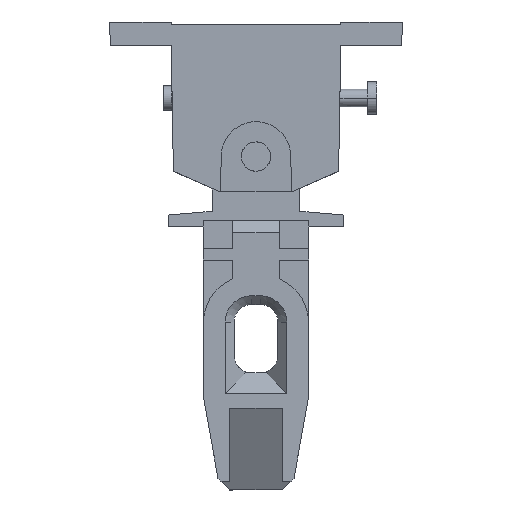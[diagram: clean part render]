
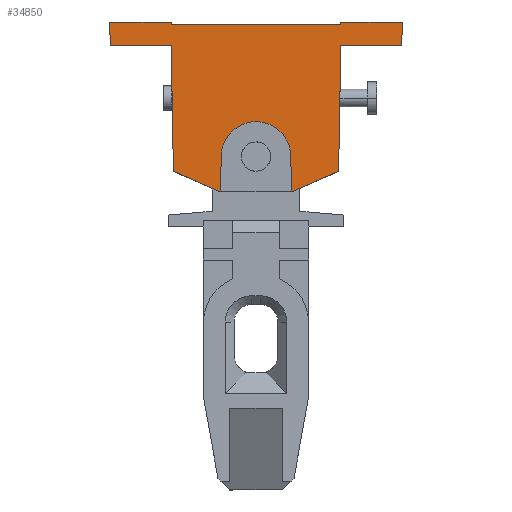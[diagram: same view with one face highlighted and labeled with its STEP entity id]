
A CAD part, top view. The second image highlights one B-rep face of the part: STEP entity #34850.
In plain terms, the highlighted face is planar.
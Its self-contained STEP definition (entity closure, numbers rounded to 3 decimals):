
#30650=CARTESIAN_POINT('',(14.326,7.208,
12.68));
#30660=VERTEX_POINT('',#30650);
#30690=CARTESIAN_POINT('',(14.29,13.265,
12.581));
#30700=DIRECTION('',(0.006,-1.,
0.016));
#30710=VECTOR('',#30700,1.);
#30720=LINE('',#30690,#30710);
#30730=CARTESIAN_POINT('',(14.327,7.055,
12.683));
#30740=VERTEX_POINT('',#30730);
#30750=EDGE_CURVE('',#30660,#30740,#30720,.T.);
#30920=CARTESIAN_POINT('',(14.252,19.476,
12.479));
#30930=VERTEX_POINT('',#30920);
#30960=CARTESIAN_POINT('',(14.29,13.265,
12.581));
#30970=DIRECTION('',(0.006,-1.,
0.016));
#30980=VECTOR('',#30970,1.);
#30990=LINE('',#30960,#30980);
#31000=CARTESIAN_POINT('',(14.253,19.323,
12.482));
#31010=VERTEX_POINT('',#31000);
#31020=EDGE_CURVE('',#30930,#31010,#30990,.T.);
#32360=CARTESIAN_POINT('',(12.321,7.208,
6.913));
#32370=VERTEX_POINT('',#32360);
#32450=CARTESIAN_POINT('',(12.249,19.11,
6.718));
#32460=VERTEX_POINT('',#32450);
#32490=CARTESIAN_POINT('',(12.321,7.208,
6.913));
#32500=CARTESIAN_POINT('',(10.4,7.208,
1.386));
#32510=CARTESIAN_POINT('',(10.364,13.057,
1.291));
#32520=CARTESIAN_POINT('',(10.329,18.906,
1.195));
#32530=CARTESIAN_POINT('',(12.249,19.11,
6.718));
#32540=(BOUNDED_CURVE() B_SPLINE_CURVE(2,(#32490,#32500,#32510,#32520,
#32530),.UNSPECIFIED.,.F.,.F.) B_SPLINE_CURVE_WITH_KNOTS((3,2,3),(0.,0.5
,1.),.UNSPECIFIED.) CURVE() GEOMETRIC_REPRESENTATION_ITEM() 
RATIONAL_B_SPLINE_CURVE((1.,0.713,1.,0.713,1.)) 
REPRESENTATION_ITEM(''));
#32550=EDGE_CURVE('',#32370,#32460,#32540,.T.);
#32720=CARTESIAN_POINT('',(4.8,7.208,
-14.72));
#32730=DIRECTION('',(-0.328,0.,
-0.945));
#32740=VECTOR('',#32730,1.);
#32750=LINE('',#32720,#32740);
#32760=EDGE_CURVE('',#30660,#32370,#32750,.T.);
#32970=CARTESIAN_POINT('',(4.733,18.311,
-14.902));
#32980=DIRECTION('',(0.328,0.035,
0.944));
#32990=VECTOR('',#32980,1.);
#33000=LINE('',#32970,#32990);
#33010=EDGE_CURVE('',#32460,#31010,#33000,.T.);
#33200=CARTESIAN_POINT('',(15.192,13.313,
15.176));
#33210=DIRECTION('',(0.138,-0.907,
0.397));
#33220=VECTOR('',#33210,1.);
#33230=LINE('',#33200,#33220);
#33240=CARTESIAN_POINT('',(13.055,27.327,
9.044));
#33250=VERTEX_POINT('',#33240);
#33260=EDGE_CURVE('',#33250,#30930,#33230,.T.);
#33780=CARTESIAN_POINT('',(14.231,38.767,
12.437));
#33790=DIRECTION('',(0.945,0.,
-0.328));
#33800=DIRECTION('',(-0.328,-0.017,
-0.944));
#33810=AXIS2_PLACEMENT_3D('',#33780,#33790,#33800);
#33820=PLANE('',#33810);
#33830=CARTESIAN_POINT('',(6.08,12.829,
-11.033));
#33840=DIRECTION('',(-0.006,1.,
-0.016));
#33850=VECTOR('',#33840,1.);
#33860=LINE('',#33830,#33850);
#33870=CARTESIAN_POINT('',(5.993,27.327,
-11.27));
#33880=VERTEX_POINT('',#33870);
#33890=CARTESIAN_POINT('',(5.93,37.755,
-11.441));
#33900=VERTEX_POINT('',#33890);
#33910=EDGE_CURVE('',#33880,#33900,#33860,.T.);
#33920=ORIENTED_EDGE('',*,*,#33910,.F.);
#33930=CARTESIAN_POINT('',(4.616,37.755,
-15.221));
#33940=DIRECTION('',(0.328,0.,
0.945));
#33950=VECTOR('',#33940,1.);
#33960=LINE('',#33930,#33950);
#33970=CARTESIAN_POINT('',(4.616,37.755,
-15.221));
#33980=VERTEX_POINT('',#33970);
#33990=EDGE_CURVE('',#33980,#33900,#33960,.T.);
#34000=ORIENTED_EDGE('',*,*,#33990,.T.);
#34010=CARTESIAN_POINT('',(4.767,12.759,
-14.811));
#34020=DIRECTION('',(-0.006,1.,
-0.016));
#34030=VECTOR('',#34020,1.);
#34040=LINE('',#34010,#34030);
#34050=CARTESIAN_POINT('',(4.679,27.257,
-15.049));
#34060=VERTEX_POINT('',#34050);
#34070=EDGE_CURVE('',#34060,#33980,#34040,.T.);
#34080=ORIENTED_EDGE('',*,*,#34070,.T.);
#34090=CARTESIAN_POINT('',(4.679,27.257,
-15.049));
#34100=DIRECTION('',(-0.328,-0.017,
-0.944));
#34110=VECTOR('',#34100,1.);
#34120=LINE('',#34090,#34110);
#34130=CARTESIAN_POINT('',(4.844,27.266,
-14.576));
#34140=VERTEX_POINT('',#34130);
#34150=EDGE_CURVE('',#34140,#34060,#34120,.T.);
#34160=ORIENTED_EDGE('',*,*,#34150,.T.);
#34170=CARTESIAN_POINT('',(4.931,12.768,
-14.339));
#34180=DIRECTION('',(-0.006,1.,
-0.016));
#34190=VECTOR('',#34180,1.);
#34200=LINE('',#34170,#34190);
#34210=CARTESIAN_POINT('',(5.018,-1.73,
-14.101));
#34220=VERTEX_POINT('',#34210);
#34230=EDGE_CURVE('',#34220,#34140,#34200,.T.);
#34240=ORIENTED_EDGE('',*,*,#34230,.T.);
#34250=CARTESIAN_POINT('',(4.854,-1.739,
-14.573));
#34260=DIRECTION('',(0.328,0.017,
0.944));
#34270=VECTOR('',#34260,1.);
#34280=LINE('',#34250,#34270);
#34290=CARTESIAN_POINT('',(4.854,-1.739,
-14.573));
#34300=VERTEX_POINT('',#34290);
#34310=EDGE_CURVE('',#34300,#34220,#34280,.T.);
#34320=ORIENTED_EDGE('',*,*,#34310,.T.);
#34330=CARTESIAN_POINT('',(4.767,12.759,
-14.811));
#34340=DIRECTION('',(-0.006,1.,
-0.016));
#34350=VECTOR('',#34340,1.);
#34360=LINE('',#34330,#34350);
#34370=CARTESIAN_POINT('',(4.917,-12.237,
-14.401));
#34380=VERTEX_POINT('',#34370);
#34390=EDGE_CURVE('',#34380,#34300,#34360,.T.);
#34400=ORIENTED_EDGE('',*,*,#34390,.T.);
#34410=CARTESIAN_POINT('',(4.917,-12.237,
-14.401));
#34420=DIRECTION('',(-0.328,-0.035,
-0.944));
#34430=VECTOR('',#34420,1.);
#34440=LINE('',#34410,#34430);
#34450=CARTESIAN_POINT('',(6.23,-12.097,
-10.624));
#34460=VERTEX_POINT('',#34450);
#34470=EDGE_CURVE('',#34460,#34380,#34440,.T.);
#34480=ORIENTED_EDGE('',*,*,#34470,.T.);
#34490=CARTESIAN_POINT('',(6.08,12.829,
-11.033));
#34500=DIRECTION('',(0.006,-1.,
0.016));
#34510=VECTOR('',#34500,1.);
#34520=LINE('',#34490,#34510);
#34530=CARTESIAN_POINT('',(6.167,-1.669,
-10.795));
#34540=VERTEX_POINT('',#34530);
#34550=EDGE_CURVE('',#34540,#34460,#34520,.T.);
#34560=ORIENTED_EDGE('',*,*,#34550,.T.);
#34570=CARTESIAN_POINT('',(4.854,-1.808,
-14.572));
#34580=DIRECTION('',(-0.328,-0.035,
-0.944));
#34590=VECTOR('',#34580,1.);
#34600=LINE('',#34570,#34590);
#34610=CARTESIAN_POINT('',(13.225,-0.918,
9.506));
#34620=VERTEX_POINT('',#34610);
#34630=EDGE_CURVE('',#34620,#34540,#34600,.T.);
#34640=ORIENTED_EDGE('',*,*,#34630,.T.);
#34650=CARTESIAN_POINT('',(15.192,13.313,
15.176));
#34660=DIRECTION('',(-0.127,-0.921,
-0.367));
#34670=VECTOR('',#34660,1.);
#34680=LINE('',#34650,#34670);
#34690=EDGE_CURVE('',#30740,#34620,#34680,.T.);
#34700=ORIENTED_EDGE('',*,*,#34690,.T.);
#34710=ORIENTED_EDGE('',*,*,#30750,.T.);
#34720=ORIENTED_EDGE('',*,*,#32760,.F.);
#34730=ORIENTED_EDGE('',*,*,#32550,.F.);
#34740=ORIENTED_EDGE('',*,*,#33010,.F.);
#34750=ORIENTED_EDGE('',*,*,#31020,.T.);
#34760=ORIENTED_EDGE('',*,*,#33260,.T.);
#34770=CARTESIAN_POINT('',(4.679,27.327,
-15.05));
#34780=DIRECTION('',(-0.328,0.,
-0.945));
#34790=VECTOR('',#34780,1.);
#34800=LINE('',#34770,#34790);
#34810=EDGE_CURVE('',#33250,#33880,#34800,.T.);
#34820=ORIENTED_EDGE('',*,*,#34810,.F.);
#34830=EDGE_LOOP('',(#34820,#34760,#34750,#34740,#34730,#34720,#34710,
#34700,#34640,#34560,#34480,#34400,#34320,#34240,#34160,#34080,#34000,
#33920));
#34840=FACE_OUTER_BOUND('',#34830,.T.);
#34850=ADVANCED_FACE('',(#34840),#33820,.T.);
